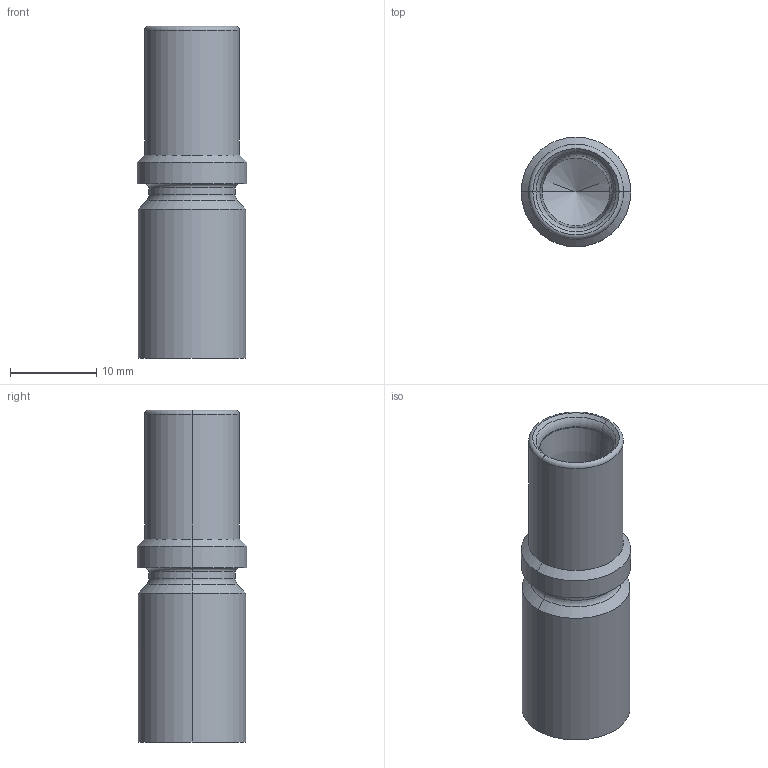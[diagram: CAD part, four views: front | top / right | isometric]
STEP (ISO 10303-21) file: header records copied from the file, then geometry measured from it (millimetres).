
FILE_DESCRIPTION((''),'2;1');
FILE_NAME('CKSF-35G','2017-05-25T',('tl.yang'),(''),'PRO/ENGINEER BY PARAMETRIC TECHNOLOGY CORPORATION, 2011500','PRO/ENGINEER BY PARAMETRIC TECHNOLOGY CORPORATION, 2011500','');
FILE_SCHEMA(('CONFIG_CONTROL_DESIGN'));
Length unit declared in the file: millimetre
Products named in the file (1): CKSF-35G
Bounding box: 12.7 x 12.7 x 38.45 mm (x, y, z)
Volume: 2502.1 mm3; surface area: 2468.6 mm2
Topology: 1 solids, 1 shells, 40 faces, 84 edges, 44 vertices
Faces by surface type: cylinder 16, cone 12, torus 10, plane 2
Entity records: 1114 total; most frequent: CARTESIAN_POINT 216, DIRECTION 204, ORIENTED_EDGE 160, AXIS2_PLACEMENT_3D 88, EDGE_CURVE 80, CIRCLE 48, VERTEX_POINT 44, EDGE_LOOP 44
